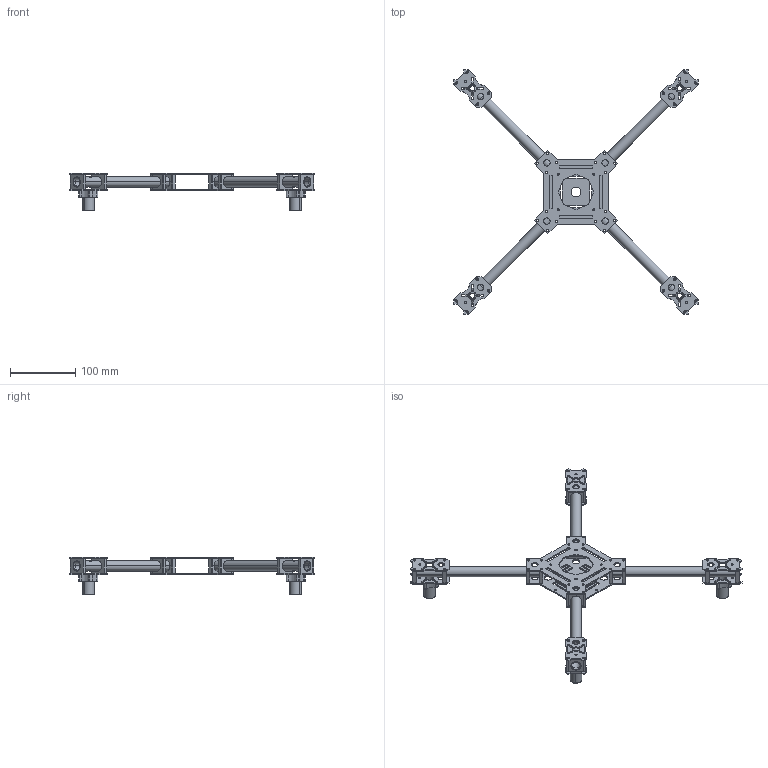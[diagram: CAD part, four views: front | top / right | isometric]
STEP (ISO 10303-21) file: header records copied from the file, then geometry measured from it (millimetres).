
FILE_DESCRIPTION (( 'STEP AP214' ), '1' );
FILE_NAME ('×°ÅäÌå1.STEP', '2022-08-20T07:55:57', ( '' ), ( '' ), 'SwSTEP 2.0', 'SolidWorks 2020', '' );
FILE_SCHEMA (( 'AUTOMOTIVE_DESIGN' ));
Length unit declared in the file: millimetre
Products named in the file (7): 褐殤奪標; 儂旯抯奪標; 蚾饜极1; 菁啣; 萇儂釱; 16-170mm; 階啣
Assembly tree (34 placements, depth 2):
  蚾饜极1
    菁啣
    階啣
    儂旯抯奪標  x16
    16-170mm  x4
    萇儂釱  x8
    褐殤奪標  x4
Bounding box: 376.69 x 376.69 x 58 mm (x, y, z)
Volume: 134036.1 mm3; surface area: 194782.8 mm2
Topology: 34 solids, 34 shells, 1090 faces, 3054 edges, 2036 vertices
Faces by surface type: cylinder 626, plane 448, bspline 16
Entity records: 14098 total; most frequent: CARTESIAN_POINT 2618, DIRECTION 2410, ORIENTED_EDGE 2244, EDGE_CURVE 1122, AXIS2_PLACEMENT_3D 884, VERTEX_POINT 748, LINE 642, VECTOR 642
